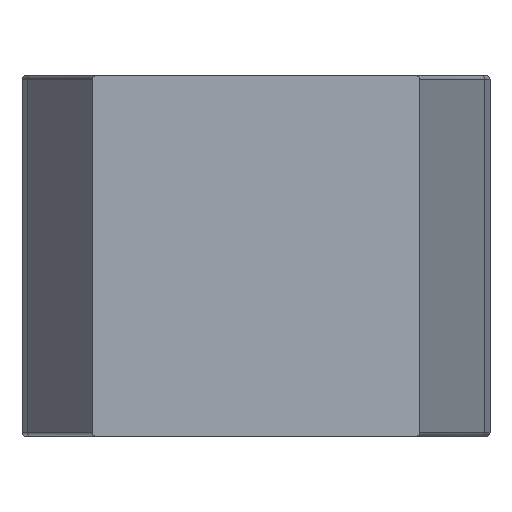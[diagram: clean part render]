
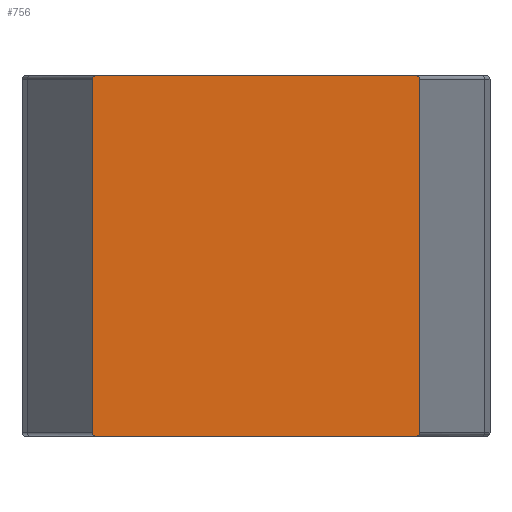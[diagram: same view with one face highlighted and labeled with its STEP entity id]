
A CAD part, left-side view. The second image highlights one B-rep face of the part: STEP entity #756.
In plain terms, the highlighted planar face has unit normal (-1, 0, 0).
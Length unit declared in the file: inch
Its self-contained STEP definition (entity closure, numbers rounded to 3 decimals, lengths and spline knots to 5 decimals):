
#2 = LINE ( 'NONE', #1205, #1158 ) ;
#10 = EDGE_CURVE ( 'NONE', #1454, #1294, #1469, .T. ) ;
#27 = VERTEX_POINT ( 'NONE', #905 ) ;
#42 = CARTESIAN_POINT ( 'NONE',  ( -3.8382, 1.7906, -1.95343 ) ) ;
#109 = CARTESIAN_POINT ( 'NONE',  ( -3.8382, -1.7906, -1.95343 ) ) ;
#116 = CARTESIAN_POINT ( 'NONE',  ( -3.8382, 1.74968, 1.97 ) ) ;
#129 = DIRECTION ( 'NONE',  ( 0., 0., -1. ) ) ;
#146 = ORIENTED_EDGE ( 'NONE', *, *, #237, .T. ) ;
#157 = ORIENTED_EDGE ( 'NONE', *, *, #812, .T. ) ;
#162 = DIRECTION ( 'NONE',  ( 0., -1., 0. ) ) ;
#178 = AXIS2_PLACEMENT_3D ( 'NONE', #698, #551, #845 ) ;
#237 = EDGE_CURVE ( 'NONE', #887, #1010, #569, .T. ) ;
#244 = CARTESIAN_POINT ( 'NONE',  ( -3.8382, 1.7906, 1.97 ) ) ;
#246 = CARTESIAN_POINT ( 'NONE',  ( -3.8382, 1.7906, 1.95343 ) ) ;
#289 = VERTEX_POINT ( 'NONE', #1016 ) ;
#298 = CARTESIAN_POINT ( 'NONE',  ( -3.8382, 1.7906, -1.93 ) ) ;
#315 = ORIENTED_EDGE ( 'NONE', *, *, #654, .F. ) ;
#378 = LINE ( 'NONE', #244, #675 ) ;
#406 = CARTESIAN_POINT ( 'NONE',  ( -3.8382, -1.74968, 1.97 ) ) ;
#504 = VERTEX_POINT ( 'NONE', #1081 ) ;
#515 = CARTESIAN_POINT ( 'NONE',  ( -3.8382, 1.74968, -1.97 ) ) ;
#551 = DIRECTION ( 'NONE',  ( 1., 0., 0. ) ) ;
#569 =( BOUNDED_CURVE ( )  B_SPLINE_CURVE ( 3, ( #886, #1239, #1475, #1364 ),
 .UNSPECIFIED., .F., .F. ) 
 B_SPLINE_CURVE_WITH_KNOTS ( ( 4, 4 ),
 ( 0., 1.5708 ),
 .UNSPECIFIED. ) 
 CURVE ( )  GEOMETRIC_REPRESENTATION_ITEM ( )  RATIONAL_B_SPLINE_CURVE ( ( 1., 0.805, 0.805, 1. ) ) 
 REPRESENTATION_ITEM ( '' )  );
#571 = VECTOR ( 'NONE', #1511, 39.37008 ) ;
#587 = CARTESIAN_POINT ( 'NONE',  ( -3.8382, -1.7906, -1.93 ) ) ;
#595 = CARTESIAN_POINT ( 'NONE',  ( -3.8382, -1.74968, -1.97 ) ) ;
#654 = EDGE_CURVE ( 'NONE', #887, #504, #1307, .T. ) ;
#675 = VECTOR ( 'NONE', #1338, 39.37008 ) ;
#681 = VERTEX_POINT ( 'NONE', #1415 ) ;
#698 = CARTESIAN_POINT ( 'NONE',  ( -3.8382, 1.7906, 1.97 ) ) ;
#724 = CARTESIAN_POINT ( 'NONE',  ( -3.8382, 1.7906, 1.93 ) ) ;
#731 = CARTESIAN_POINT ( 'NONE',  ( -3.8382, -1.7906, 1.97 ) ) ;
#756 = ADVANCED_FACE ( 'NONE', ( #901 ), #1174, .F. ) ;
#770 = EDGE_LOOP ( 'NONE', ( #1349, #157, #315, #146, #1324, #1335, #1240, #1371 ) ) ;
#812 = EDGE_CURVE ( 'NONE', #27, #504, #1325, .T. ) ;
#838 = CARTESIAN_POINT ( 'NONE',  ( -3.8382, 1.77365, 1.97 ) ) ;
#842 = EDGE_CURVE ( 'NONE', #1294, #681, #378, .T. ) ;
#845 = DIRECTION ( 'NONE',  ( 0., 0., -1. ) ) ;
#872 = EDGE_CURVE ( 'NONE', #1454, #1010, #2, .T. ) ;
#886 = CARTESIAN_POINT ( 'NONE',  ( -3.8382, -1.7906, 1.93 ) ) ;
#887 = VERTEX_POINT ( 'NONE', #1344 ) ;
#901 = FACE_OUTER_BOUND ( 'NONE', #770, .T. ) ;
#905 = CARTESIAN_POINT ( 'NONE',  ( -3.8382, -1.74968, -1.97 ) ) ;
#1010 = VERTEX_POINT ( 'NONE', #406 ) ;
#1016 = CARTESIAN_POINT ( 'NONE',  ( -3.8382, 1.74968, -1.97 ) ) ;
#1081 = CARTESIAN_POINT ( 'NONE',  ( -3.8382, -1.7906, -1.93 ) ) ;
#1141 = EDGE_CURVE ( 'NONE', #289, #27, #1170, .T. ) ;
#1158 = VECTOR ( 'NONE', #162, 39.37008 ) ;
#1170 = LINE ( 'NONE', #1408, #571 ) ;
#1174 = PLANE ( 'NONE',  #178 ) ;
#1186 = EDGE_CURVE ( 'NONE', #681, #289, #1215, .T. ) ;
#1205 = CARTESIAN_POINT ( 'NONE',  ( -3.8382, 1.7906, 1.97 ) ) ;
#1210 = CARTESIAN_POINT ( 'NONE',  ( -3.8382, -1.77365, -1.97 ) ) ;
#1215 =( BOUNDED_CURVE ( )  B_SPLINE_CURVE ( 3, ( #298, #42, #1377, #515 ),
 .UNSPECIFIED., .F., .F. ) 
 B_SPLINE_CURVE_WITH_KNOTS ( ( 4, 4 ),
 ( 0., 1.5708 ),
 .UNSPECIFIED. ) 
 CURVE ( )  GEOMETRIC_REPRESENTATION_ITEM ( )  RATIONAL_B_SPLINE_CURVE ( ( 1., 0.805, 0.805, 1. ) ) 
 REPRESENTATION_ITEM ( '' )  );
#1239 = CARTESIAN_POINT ( 'NONE',  ( -3.8382, -1.7906, 1.95343 ) ) ;
#1240 = ORIENTED_EDGE ( 'NONE', *, *, #842, .T. ) ;
#1267 = CARTESIAN_POINT ( 'NONE',  ( -3.8382, 1.7906, 1.93 ) ) ;
#1294 = VERTEX_POINT ( 'NONE', #1267 ) ;
#1307 = LINE ( 'NONE', #731, #1427 ) ;
#1308 = CARTESIAN_POINT ( 'NONE',  ( -3.8382, 1.74968, 1.97 ) ) ;
#1324 = ORIENTED_EDGE ( 'NONE', *, *, #872, .F. ) ;
#1325 =( BOUNDED_CURVE ( )  B_SPLINE_CURVE ( 3, ( #595, #1210, #109, #587 ),
 .UNSPECIFIED., .F., .F. ) 
 B_SPLINE_CURVE_WITH_KNOTS ( ( 4, 4 ),
 ( 1.5708, 3.14159 ),
 .UNSPECIFIED. ) 
 CURVE ( )  GEOMETRIC_REPRESENTATION_ITEM ( )  RATIONAL_B_SPLINE_CURVE ( ( 1., 0.805, 0.805, 1. ) ) 
 REPRESENTATION_ITEM ( '' )  );
#1335 = ORIENTED_EDGE ( 'NONE', *, *, #10, .T. ) ;
#1338 = DIRECTION ( 'NONE',  ( 0., 0., -1. ) ) ;
#1344 = CARTESIAN_POINT ( 'NONE',  ( -3.8382, -1.7906, 1.93 ) ) ;
#1349 = ORIENTED_EDGE ( 'NONE', *, *, #1141, .T. ) ;
#1364 = CARTESIAN_POINT ( 'NONE',  ( -3.8382, -1.74968, 1.97 ) ) ;
#1371 = ORIENTED_EDGE ( 'NONE', *, *, #1186, .T. ) ;
#1377 = CARTESIAN_POINT ( 'NONE',  ( -3.8382, 1.77365, -1.97 ) ) ;
#1408 = CARTESIAN_POINT ( 'NONE',  ( -3.8382, 1.7906, -1.97 ) ) ;
#1415 = CARTESIAN_POINT ( 'NONE',  ( -3.8382, 1.7906, -1.93 ) ) ;
#1427 = VECTOR ( 'NONE', #129, 39.37008 ) ;
#1454 = VERTEX_POINT ( 'NONE', #116 ) ;
#1469 =( BOUNDED_CURVE ( )  B_SPLINE_CURVE ( 3, ( #1308, #838, #246, #724 ),
 .UNSPECIFIED., .F., .F. ) 
 B_SPLINE_CURVE_WITH_KNOTS ( ( 4, 4 ),
 ( 1.5708, 3.14159 ),
 .UNSPECIFIED. ) 
 CURVE ( )  GEOMETRIC_REPRESENTATION_ITEM ( )  RATIONAL_B_SPLINE_CURVE ( ( 1., 0.805, 0.805, 1. ) ) 
 REPRESENTATION_ITEM ( '' )  );
#1475 = CARTESIAN_POINT ( 'NONE',  ( -3.8382, -1.77365, 1.97 ) ) ;
#1511 = DIRECTION ( 'NONE',  ( 0., -1., 0. ) ) ;
